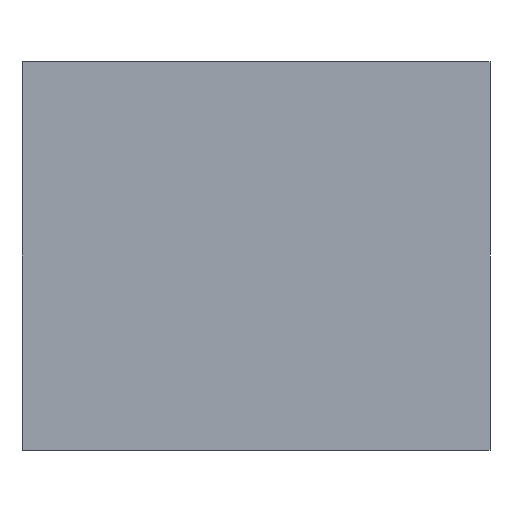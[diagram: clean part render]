
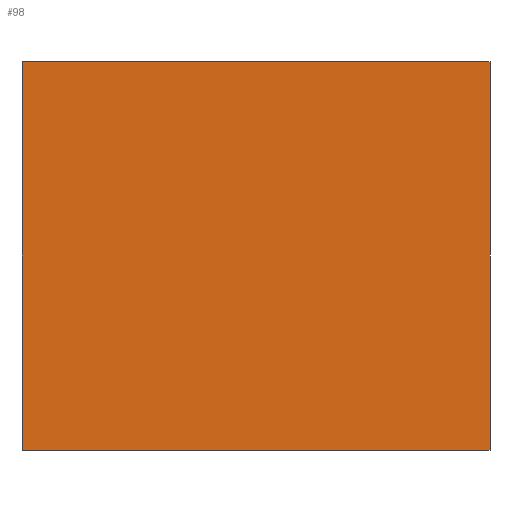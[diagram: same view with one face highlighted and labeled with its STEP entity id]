
A CAD part, front view. The second image highlights one B-rep face of the part: STEP entity #98.
In plain terms, the highlighted planar face has unit normal (0, -1, 0).
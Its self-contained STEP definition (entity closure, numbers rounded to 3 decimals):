
#98=ADVANCED_FACE('',(#444),#446,.F.);
#444=FACE_BOUND('',#445,.T.);
#445=EDGE_LOOP('',(#757,#758,#759,#760));
#446=PLANE('',#447);
#447=AXIS2_PLACEMENT_3D('',#448,#449,#450);
#448=CARTESIAN_POINT('',(0.,0.,0.));
#449=DIRECTION('',(0.,1.,0.));
#450=DIRECTION('',(0.,0.,-1.));
#757=ORIENTED_EDGE('',*,*,#890,.F.);
#758=ORIENTED_EDGE('',*,*,#907,.F.);
#759=ORIENTED_EDGE('',*,*,#872,.F.);
#760=ORIENTED_EDGE('',*,*,#906,.F.);
#872=EDGE_CURVE('',#1061,#1063,#1064,.T.);
#890=EDGE_CURVE('',#1091,#1093,#1094,.T.);
#906=EDGE_CURVE('',#1093,#1061,#1118,.T.);
#907=EDGE_CURVE('',#1063,#1091,#1119,.T.);
#1061=VERTEX_POINT('',#1449);
#1063=VERTEX_POINT('',#1453);
#1064=LINE('',#1454,#1455);
#1091=VERTEX_POINT('',#1517);
#1093=VERTEX_POINT('',#1521);
#1094=LINE('',#1522,#1523);
#1118=LINE('',#1580,#1581);
#1119=LINE('',#1583,#1584);
#1449=CARTESIAN_POINT('',(50.,0.,-41.5));
#1453=CARTESIAN_POINT('',(-50.,0.,-41.5));
#1454=CARTESIAN_POINT('',(50.,0.,-41.5));
#1455=VECTOR('',#1456,1.);
#1456=DIRECTION('',(-1.,0.,0.));
#1517=CARTESIAN_POINT('',(-50.,0.,41.5));
#1521=CARTESIAN_POINT('',(50.,0.,41.5));
#1522=CARTESIAN_POINT('',(-50.,0.,41.5));
#1523=VECTOR('',#1524,1.);
#1524=DIRECTION('',(1.,0.,0.));
#1580=CARTESIAN_POINT('',(50.,0.,41.5));
#1581=VECTOR('',#1582,1.);
#1582=DIRECTION('',(0.,0.,-1.));
#1583=CARTESIAN_POINT('',(-50.,0.,-41.5));
#1584=VECTOR('',#1585,1.);
#1585=DIRECTION('',(0.,0.,1.));
